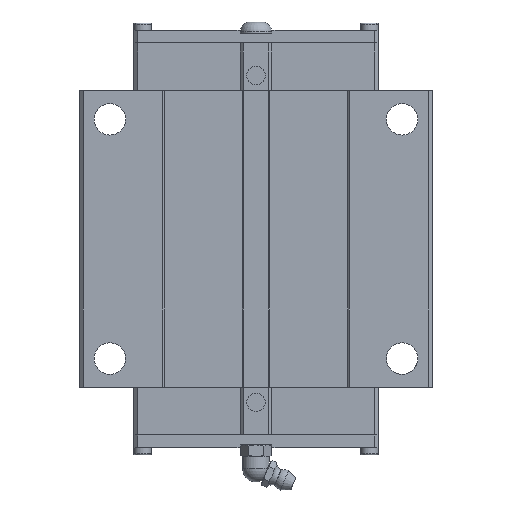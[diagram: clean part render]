
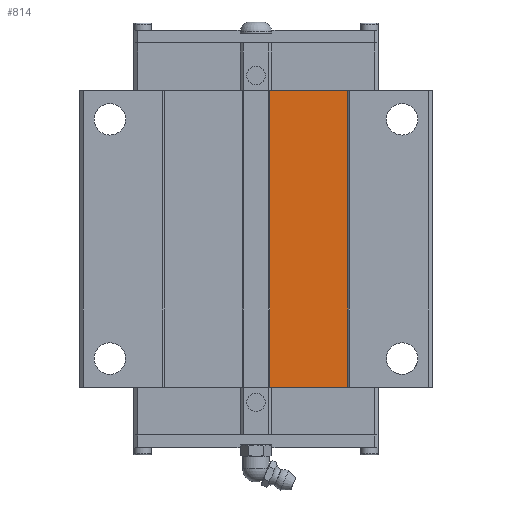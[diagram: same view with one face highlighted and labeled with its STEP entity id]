
A CAD part, top view. The second image highlights one B-rep face of the part: STEP entity #814.
In plain terms, the highlighted planar face has unit normal (0, 0, 1).
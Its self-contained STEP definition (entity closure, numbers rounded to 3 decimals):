
#814=ADVANCED_FACE('',(#1701),#1702,.F.);
#1701=FACE_OUTER_BOUND('',#2656,.T.);
#1702=PLANE('',#2657);
#2656=EDGE_LOOP('',(#5129,#5130,#5131,#5132));
#2657=AXIS2_PLACEMENT_3D('',#5133,#5134,#5135);
#5129=ORIENTED_EDGE('',*,*,#6625,.T.);
#5130=ORIENTED_EDGE('',*,*,#6567,.F.);
#5131=ORIENTED_EDGE('',*,*,#6627,.F.);
#5132=ORIENTED_EDGE('',*,*,#6604,.F.);
#5133=CARTESIAN_POINT('',(0.0,200.551,69.5));
#5134=DIRECTION('',(0.0,0.0,-1.0));
#5135=DIRECTION('',(1.0,0.0,0.0));
#6567=EDGE_CURVE('',#8111,#8113,#8114,.T.);
#6604=EDGE_CURVE('',#8175,#8177,#8178,.T.);
#6625=EDGE_CURVE('',#8175,#8113,#8208,.T.);
#6627=EDGE_CURVE('',#8177,#8111,#8210,.T.);
#8111=VERTEX_POINT('',#10655);
#8113=VERTEX_POINT('',#10658);
#8114=LINE('',#10659,#10660);
#8175=VERTEX_POINT('',#10751);
#8177=VERTEX_POINT('',#10754);
#8178=LINE('',#10755,#10756);
#8208=LINE('',#10800,#10801);
#8210=LINE('',#10803,#10804);
#10655=CARTESIAN_POINT('',(36.5,24.001,69.5));
#10658=CARTESIAN_POINT('',(5.5,24.001,69.5));
#10659=CARTESIAN_POINT('',(0.,24.001,69.5));
#10660=VECTOR('',#12012,1.0);
#10751=CARTESIAN_POINT('',(5.5,141.701,69.5));
#10754=CARTESIAN_POINT('',(36.5,141.701,69.5));
#10755=CARTESIAN_POINT('',(0.,141.701,69.5));
#10756=VECTOR('',#12044,1.0);
#10800=CARTESIAN_POINT('',(5.5,171.126,69.5));
#10801=VECTOR('',#12065,1.0);
#10803=CARTESIAN_POINT('',(36.5,200.551,69.5));
#10804=VECTOR('',#12066,1.0);
#12012=DIRECTION('',(-1.0,-0.0,-0.0));
#12044=DIRECTION('',(1.0,0.0,0.0));
#12065=DIRECTION('',(0.0,-1.0,0.0));
#12066=DIRECTION('',(0.0,-1.0,0.0));
